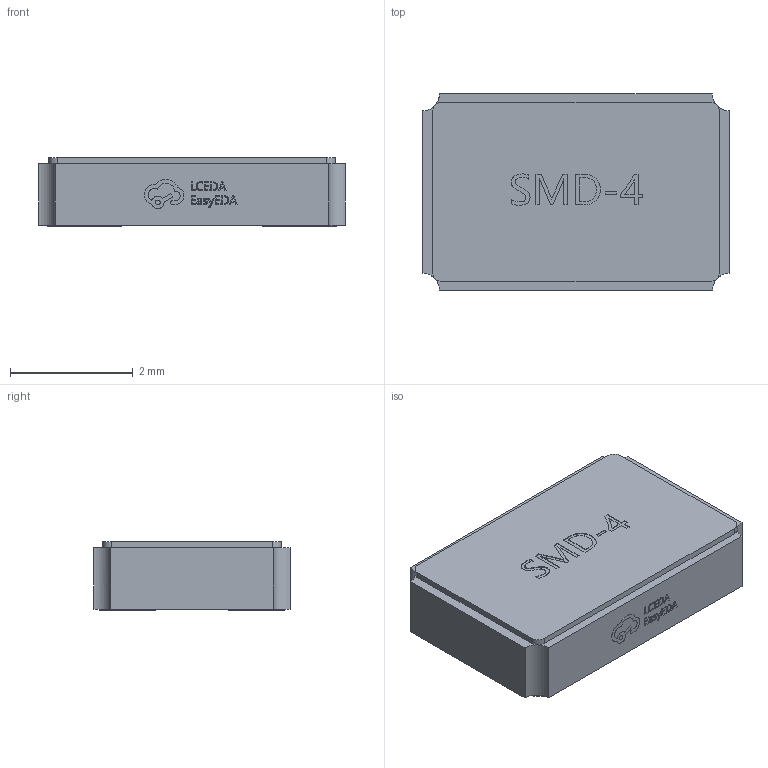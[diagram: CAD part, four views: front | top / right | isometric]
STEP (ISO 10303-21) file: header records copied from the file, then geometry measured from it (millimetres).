
FILE_DESCRIPTION(/* description */ (''),/* implementation_level */ '2;1');
FILE_NAME(/* name */ 'X2.step',/* time_stamp */ '2022-10-03T13:21:57+08:00',/* author */ (''),/* organization */ (''),/* preprocessor_version */ 'ST-DEVELOPER v19',/* originating_system */ 'Autodesk Translation Framework v11.7.0.108',/* authorisation */ '');
FILE_SCHEMA (('AUTOMOTIVE_DESIGN { 1 0 10303 214 3 1 1 }'));
Length unit declared in the file: millimetre
Products named in the file (3): X2; OSC-SMD_4P-L5.0-W3.2-BL; COMPOUND (11)
Assembly tree (2 placements, depth 3):
  X2
    OSC-SMD_4P-L5.0-W3.2-BL
      COMPOUND (11)
Bounding box: 5 x 3.2 x 1.12 mm (x, y, z)
Volume: 17.2 mm3; surface area: 57.9 mm2
Topology: 5 solids, 5 shells, 400 faces, 1073 edges, 716 vertices
Faces by surface type: plane 252, bspline 136, cylinder 12
Entity records: 15187 total; most frequent: CARTESIAN_POINT 5352, ORIENTED_EDGE 2146, DIRECTION 1550, EDGE_CURVE 1073, LINE 770, VECTOR 770, VERTEX_POINT 716, EDGE_LOOP 433
